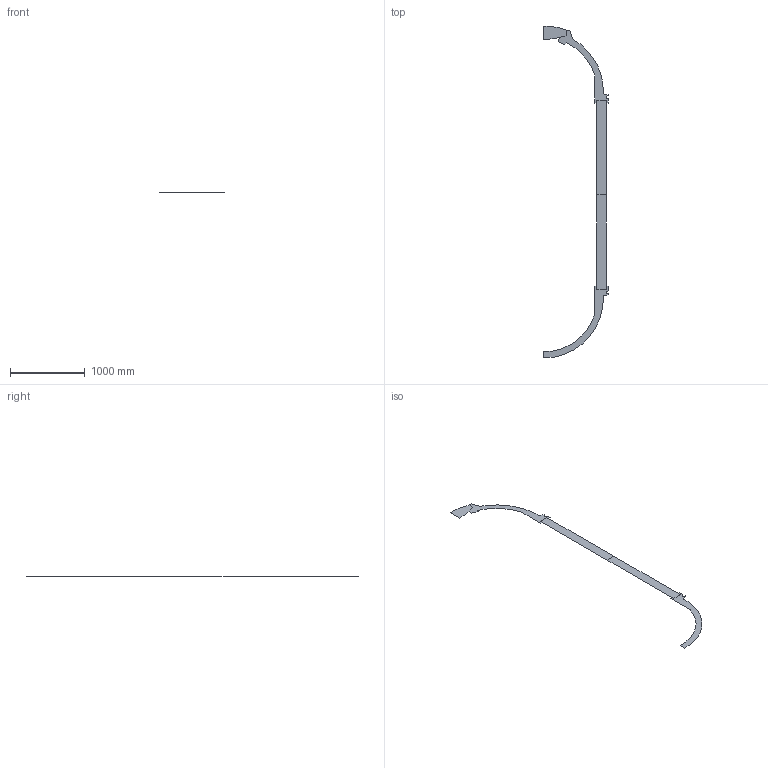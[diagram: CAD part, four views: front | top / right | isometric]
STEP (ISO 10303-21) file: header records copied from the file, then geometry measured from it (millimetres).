
FILE_DESCRIPTION (( 'STEP AP203' ), '1' );
FILE_NAME ('Titan-Geometry-2024.STEP', '2024-11-23T17:29:00', ( '' ), ( '' ), 'SwSTEP 2.0', 'SolidWorks 2024', '' );
FILE_SCHEMA (( 'CONFIG_CONTROL_DESIGN' ));
Length unit declared in the file: metre
Products named in the file (1): Titan-Geometry-2024
Bounding box: 865.4 x 4455.6 x 0 mm (x, y, z)
Surface area: 601158.4 mm2 (no closed solid volume)
Topology: 0 solids, 5 shells, 5 faces, 55 edges, 55 vertices
Faces by surface type: plane 5
Entity records: 637 total; most frequent: CARTESIAN_POINT 194, DIRECTION 69, EDGE_CURVE 55, ORIENTED_EDGE 55, VERTEX_POINT 55, VECTOR 41, LINE 41, AXIS2_PLACEMENT_3D 14
